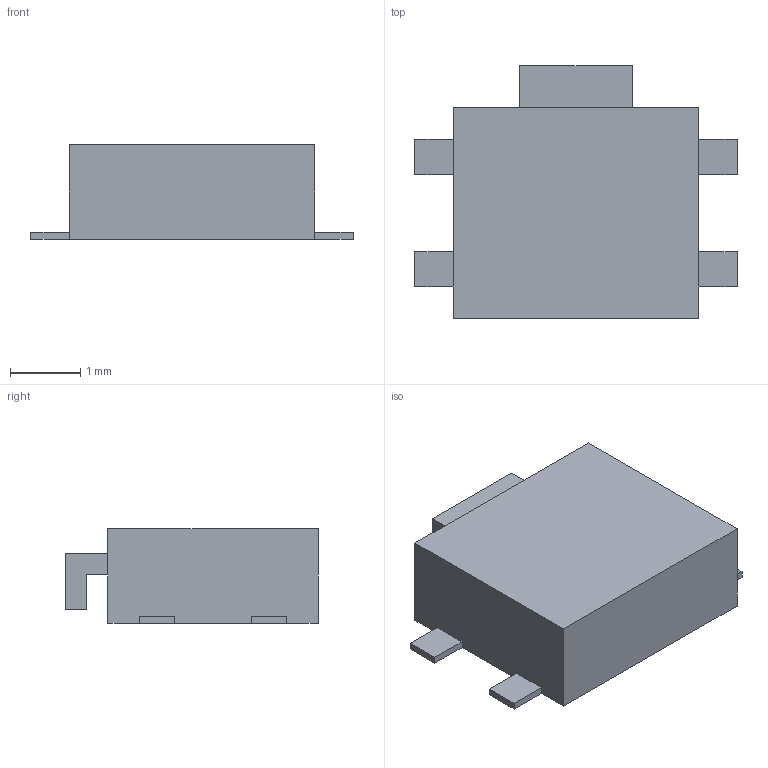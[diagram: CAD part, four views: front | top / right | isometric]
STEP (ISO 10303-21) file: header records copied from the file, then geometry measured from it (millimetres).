
FILE_DESCRIPTION(('FreeCAD Model'),'2;1');
FILE_NAME('Open CASCADE Shape Model','2025-12-10T16:51:27',(''),(''), 'Open CASCADE STEP processor 7.8','FreeCAD','Unknown');
FILE_SCHEMA(('AUTOMOTIVE_DESIGN { 1 0 10303 214 1 1 1 1 }'));
Length unit declared in the file: millimetre
Products named in the file (3): body; metal-part; plastic-part
Assembly tree (2 placements, depth 2):
  body
    metal-part
    plastic-part
Bounding box: 4.6 x 3.6 x 1.35 mm (x, y, z)
Volume: 15.5 mm3; surface area: 52 mm2
Topology: 2 solids, 2 shells, 30 faces, 78 edges, 52 vertices
Faces by surface type: plane 30
Entity records: 969 total; most frequent: CARTESIAN_POINT 163, ORIENTED_EDGE 156, DIRECTION 144, EDGE_CURVE 78, LINE 78, VECTOR 78, VERTEX_POINT 52, AXIS2_PLACEMENT_3D 33
